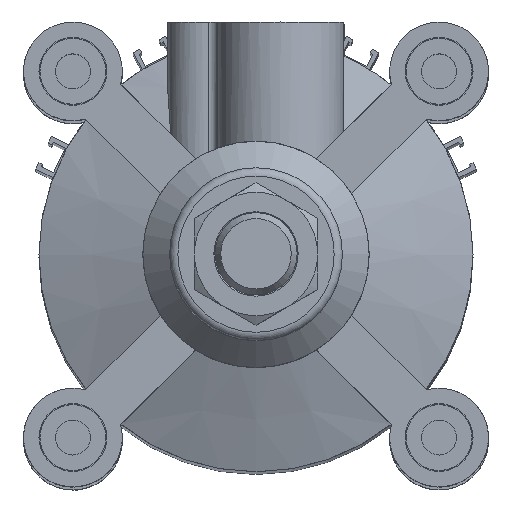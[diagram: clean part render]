
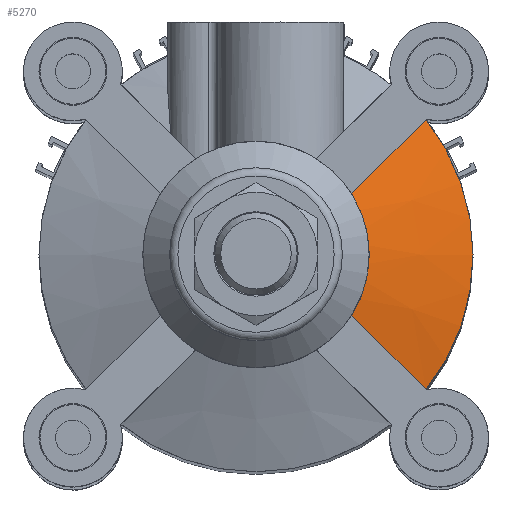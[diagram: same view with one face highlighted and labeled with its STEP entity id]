
A CAD part, top view. The second image highlights one B-rep face of the part: STEP entity #5270.
In plain terms, the highlighted conical face has half-angle 70 degrees and reference radius 40.125 mm.
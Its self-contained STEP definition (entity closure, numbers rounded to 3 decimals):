
#4157=CARTESIAN_POINT('',(-14.734,19.19,23.22));
#4158=VERTEX_POINT('',#4157);
#4165=CARTESIAN_POINT('',(14.734,19.19,23.22));
#4166=VERTEX_POINT('',#4165);
#4167=CARTESIAN_POINT('',(0.0,19.19,0.0));
#4168=DIRECTION('',(0.0,1.0,0.0));
#4169=DIRECTION('',(-1.0,0.0,0.0));
#4170=AXIS2_PLACEMENT_3D('',#4167,#4168,#4169);
#4171=CIRCLE('',#4170,27.5);
#4172=EDGE_CURVE('',#4158,#4166,#4171,.T.);
#5075=CARTESIAN_POINT('',(32.815,10.0,41.3));
#5076=VERTEX_POINT('',#5075);
#5098=CARTESIAN_POINT('',(32.815,10.,41.3));
#5099=CARTESIAN_POINT('',(20.93,16.078,29.416));
#5100=CARTESIAN_POINT('',(14.734,19.19,23.22));
#5108=(BOUNDED_CURVE()B_SPLINE_CURVE(2,(#5098,#5099,#5100),.UNSPECIFIED.,.F.,.U.)B_SPLINE_CURVE_WITH_KNOTS((3,3),(0.0,2.717),.UNSPECIFIED.)CURVE()GEOMETRIC_REPRESENTATION_ITEM()RATIONAL_B_SPLINE_CURVE((1.0,1.055,1.0))REPRESENTATION_ITEM(''));
#5109=EDGE_CURVE('',#5076,#4166,#5108,.T.);
#5199=CARTESIAN_POINT('',(-32.815,10.0,41.3));
#5200=VERTEX_POINT('',#5199);
#5201=CARTESIAN_POINT('',(0.0,10.0,0.0));
#5202=DIRECTION('',(0.0,1.0,0.0));
#5203=DIRECTION('',(-1.0,0.0,0.0));
#5204=AXIS2_PLACEMENT_3D('',#5201,#5202,#5203);
#5205=CIRCLE('',#5204,52.75);
#5206=EDGE_CURVE('',#5200,#5076,#5205,.T.);
#5247=CARTESIAN_POINT('',(0.0,14.595,0.0));
#5248=DIRECTION('',(0.0,-1.0,0.0));
#5249=DIRECTION('',(-1.0,0.0,0.0));
#5250=AXIS2_PLACEMENT_3D('',#5247,#5248,#5249);
#5251=CONICAL_SURFACE('',#5250,40.125,70.);
#5252=ORIENTED_EDGE('',*,*,#5109,.T.);
#5253=ORIENTED_EDGE('',*,*,#4172,.F.);
#5254=CARTESIAN_POINT('',(-14.734,19.19,23.22));
#5255=CARTESIAN_POINT('',(-20.93,16.078,29.416));
#5256=CARTESIAN_POINT('',(-32.815,10.0,41.3));
#5264=(BOUNDED_CURVE()B_SPLINE_CURVE(2,(#5254,#5255,#5256),.UNSPECIFIED.,.F.,.U.)B_SPLINE_CURVE_WITH_KNOTS((3,3),(0.0,2.717),.UNSPECIFIED.)CURVE()GEOMETRIC_REPRESENTATION_ITEM()RATIONAL_B_SPLINE_CURVE((1.0,1.055,1.))REPRESENTATION_ITEM(''));
#5265=EDGE_CURVE('',#4158,#5200,#5264,.T.);
#5266=ORIENTED_EDGE('',*,*,#5265,.T.);
#5267=ORIENTED_EDGE('',*,*,#5206,.T.);
#5268=EDGE_LOOP('',(#5252,#5253,#5266,#5267));
#5269=FACE_OUTER_BOUND('',#5268,.T.);
#5270=ADVANCED_FACE('',(#5269),#5251,.T.);
